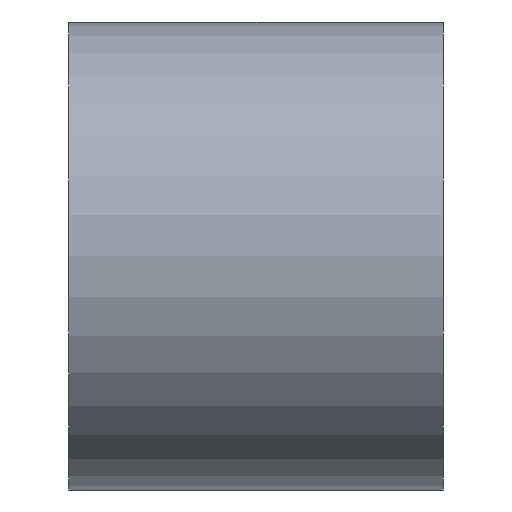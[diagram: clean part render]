
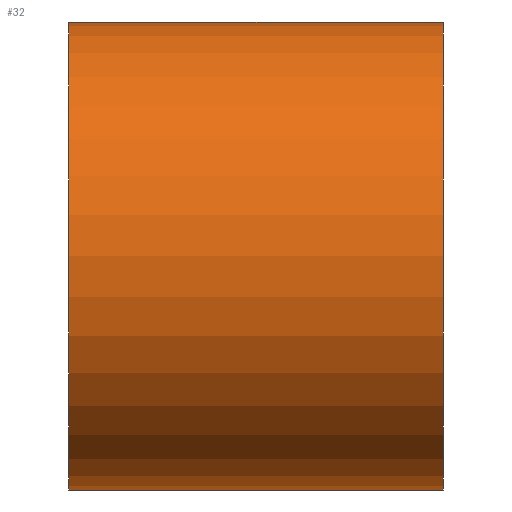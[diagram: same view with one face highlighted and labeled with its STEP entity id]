
A CAD part, left-side view. The second image highlights one B-rep face of the part: STEP entity #32.
In plain terms, the highlighted cylindrical face has radius 5 mm (diameter 10 mm), a partial arc.
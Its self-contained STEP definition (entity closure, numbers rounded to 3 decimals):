
#32 = ADVANCED_FACE( '', ( #62 ), #63, .T. );
#62 = FACE_OUTER_BOUND( '', #87, .T. );
#63 = CYLINDRICAL_SURFACE( '', #88, 5. );
#87 = EDGE_LOOP( '', ( #111, #112, #113, #114 ) );
#88 = AXIS2_PLACEMENT_3D( '', #115, #116, #117 );
#111 = ORIENTED_EDGE( '', *, *, #156, .T. );
#112 = ORIENTED_EDGE( '', *, *, #157, .F. );
#113 = ORIENTED_EDGE( '', *, *, #158, .F. );
#114 = ORIENTED_EDGE( '', *, *, #152, .T. );
#115 = CARTESIAN_POINT( '', ( -30., 4., 0. ) );
#116 = DIRECTION( '', ( 0., 1., 0. ) );
#117 = DIRECTION( '', ( 0., 0., -1. ) );
#152 = EDGE_CURVE( '', #172, #170, #173, .T. );
#156 = EDGE_CURVE( '', #170, #178, #179, .T. );
#157 = EDGE_CURVE( '', #180, #178, #181, .T. );
#158 = EDGE_CURVE( '', #172, #180, #182, .T. );
#170 = VERTEX_POINT( '', #196 );
#172 = VERTEX_POINT( '', #199 );
#173 = LINE( '', #200, #201 );
#178 = VERTEX_POINT( '', #208 );
#179 = CIRCLE( '', #209, 5. );
#180 = VERTEX_POINT( '', #210 );
#181 = LINE( '', #211, #212 );
#182 = CIRCLE( '', #213, 5. );
#196 = CARTESIAN_POINT( '', ( -30., -4., -5. ) );
#199 = CARTESIAN_POINT( '', ( -30., 4., -5. ) );
#200 = CARTESIAN_POINT( '', ( -30., 4., -5. ) );
#201 = VECTOR( '', #229, 1000. );
#208 = CARTESIAN_POINT( '', ( -30., -4., 5. ) );
#209 = AXIS2_PLACEMENT_3D( '', #232, #233, #234 );
#210 = CARTESIAN_POINT( '', ( -30., 4., 5. ) );
#211 = CARTESIAN_POINT( '', ( -30., 4., 5. ) );
#212 = VECTOR( '', #235, 1000. );
#213 = AXIS2_PLACEMENT_3D( '', #236, #237, #238 );
#229 = DIRECTION( '', ( 0., -1., 0. ) );
#232 = CARTESIAN_POINT( '', ( -30., -4., 0. ) );
#233 = DIRECTION( '', ( 0., 1., 0. ) );
#234 = DIRECTION( '', ( 1., 0., 0. ) );
#235 = DIRECTION( '', ( 0., -1., 0. ) );
#236 = CARTESIAN_POINT( '', ( -30., 4., 0. ) );
#237 = DIRECTION( '', ( 0., 1., 0. ) );
#238 = DIRECTION( '', ( 1., 0., 0. ) );
